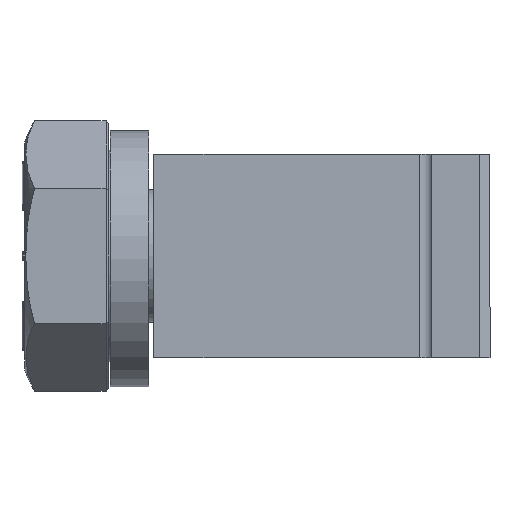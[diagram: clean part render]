
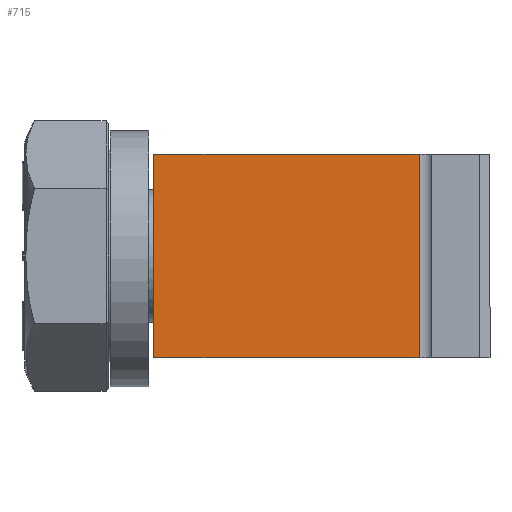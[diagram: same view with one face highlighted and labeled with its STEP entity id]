
A CAD part, left-side view. The second image highlights one B-rep face of the part: STEP entity #715.
In plain terms, the highlighted planar face has unit normal (-1, 0, 0).
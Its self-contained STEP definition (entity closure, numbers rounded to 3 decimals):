
#135 = VERTEX_POINT('',#136);
#136 = CARTESIAN_POINT('',(-4.826,6.223,0.));
#144 = EDGE_CURVE('',#135,#145,#147,.T.);
#145 = VERTEX_POINT('',#146);
#146 = CARTESIAN_POINT('',(-4.826,6.223,9.525));
#147 = LINE('',#148,#149);
#148 = CARTESIAN_POINT('',(-4.826,6.223,0.));
#149 = VECTOR('',#150,1.);
#150 = DIRECTION('',(0.,0.,1.));
#459 = EDGE_CURVE('',#145,#460,#462,.T.);
#460 = VERTEX_POINT('',#461);
#461 = CARTESIAN_POINT('',(-4.826,-6.223,9.525));
#462 = LINE('',#463,#464);
#463 = CARTESIAN_POINT('',(-4.826,-6.223,9.525));
#464 = VECTOR('',#465,1.);
#465 = DIRECTION('',(0.,-1.,0.));
#566 = VERTEX_POINT('',#567);
#567 = CARTESIAN_POINT('',(-4.826,-6.223,0.));
#573 = EDGE_CURVE('',#566,#135,#574,.T.);
#574 = LINE('',#575,#576);
#575 = CARTESIAN_POINT('',(-4.826,-6.223,0.));
#576 = VECTOR('',#577,1.);
#577 = DIRECTION('',(0.,1.,0.));
#704 = EDGE_CURVE('',#566,#460,#705,.T.);
#705 = LINE('',#706,#707);
#706 = CARTESIAN_POINT('',(-4.826,-6.223,0.));
#707 = VECTOR('',#708,1.);
#708 = DIRECTION('',(0.,0.,1.));
#715 = ADVANCED_FACE('',(#716),#722,.T.);
#716 = FACE_BOUND('',#717,.T.);
#717 = EDGE_LOOP('',(#718,#719,#720,#721));
#718 = ORIENTED_EDGE('',*,*,#573,.F.);
#719 = ORIENTED_EDGE('',*,*,#704,.T.);
#720 = ORIENTED_EDGE('',*,*,#459,.F.);
#721 = ORIENTED_EDGE('',*,*,#144,.F.);
#722 = PLANE('',#723);
#723 = AXIS2_PLACEMENT_3D('',#724,#725,#726);
#724 = CARTESIAN_POINT('',(-4.826,6.223,0.));
#725 = DIRECTION('',(-1.,0.,0.));
#726 = DIRECTION('',(0.,-1.,0.));
